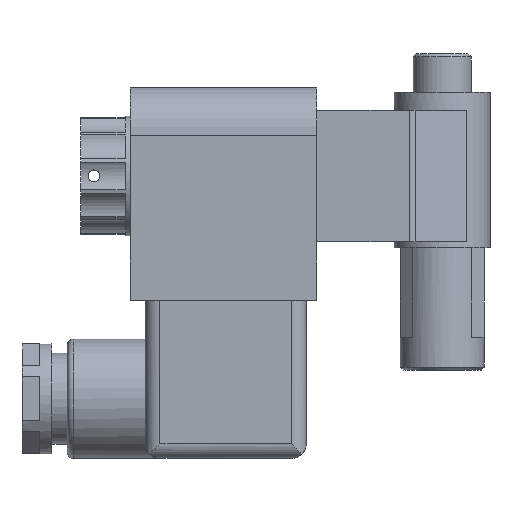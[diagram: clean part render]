
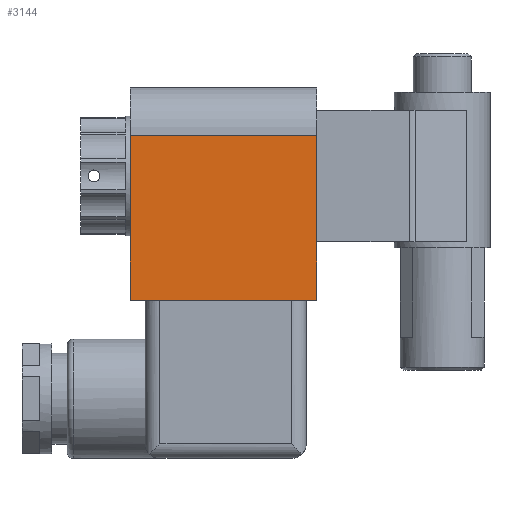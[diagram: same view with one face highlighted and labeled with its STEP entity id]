
A CAD part, left-side view. The second image highlights one B-rep face of the part: STEP entity #3144.
In plain terms, the highlighted planar face has unit normal (-1, 0, 0).
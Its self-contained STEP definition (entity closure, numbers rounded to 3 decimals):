
#386=ORIENTED_EDGE('',*,*,#905,.T.);
#387=ORIENTED_EDGE('',*,*,#984,.F.);
#388=ORIENTED_EDGE('',*,*,#985,.F.);
#389=ORIENTED_EDGE('',*,*,#978,.T.);
#905=EDGE_CURVE('',#1209,#1208,#1410,.T.);
#978=EDGE_CURVE('',#1269,#1209,#1462,.T.);
#984=EDGE_CURVE('',#1270,#1208,#1464,.T.);
#985=EDGE_CURVE('',#1269,#1270,#1465,.T.);
#1208=VERTEX_POINT('',#4409);
#1209=VERTEX_POINT('',#4411);
#1269=VERTEX_POINT('',#4566);
#1270=VERTEX_POINT('',#4574);
#1410=LINE('',#4410,#1576);
#1462=LINE('',#4565,#1628);
#1464=LINE('',#4573,#1630);
#1465=LINE('',#4575,#1631);
#1576=VECTOR('',#3645,1000.);
#1628=VECTOR('',#3759,1000.);
#1630=VECTOR('',#3771,1000.);
#1631=VECTOR('',#3772,1000.);
#1741=EDGE_LOOP('',(#386,#387,#388,#389));
#1921=FACE_BOUND('',#1741,.T.);
#2088=PLANE('',#3329);
#3144=ADVANCED_FACE('',(#1921),#2088,.F.);
#3329=AXIS2_PLACEMENT_3D('',#4572,#3769,#3770);
#3645=DIRECTION('',(0.,0.,1.));
#3759=DIRECTION('',(0.,-1.,0.));
#3769=DIRECTION('',(1.,0.,0.));
#3770=DIRECTION('',(0.,0.,-1.));
#3771=DIRECTION('',(0.,-1.,0.));
#3772=DIRECTION('',(0.,0.,1.));
#4409=CARTESIAN_POINT('',(-14.85,0.,6.8));
#4410=CARTESIAN_POINT('',(-14.85,0.,-20.8));
#4411=CARTESIAN_POINT('',(-14.85,0.,-20.8));
#4565=CARTESIAN_POINT('',(-14.85,31.25,-20.8));
#4566=CARTESIAN_POINT('',(-14.85,31.25,-20.8));
#4572=CARTESIAN_POINT('',(-14.85,31.25,-20.8));
#4573=CARTESIAN_POINT('',(-14.85,31.25,6.8));
#4574=CARTESIAN_POINT('',(-14.85,31.25,6.8));
#4575=CARTESIAN_POINT('',(-14.85,31.25,-20.8));
